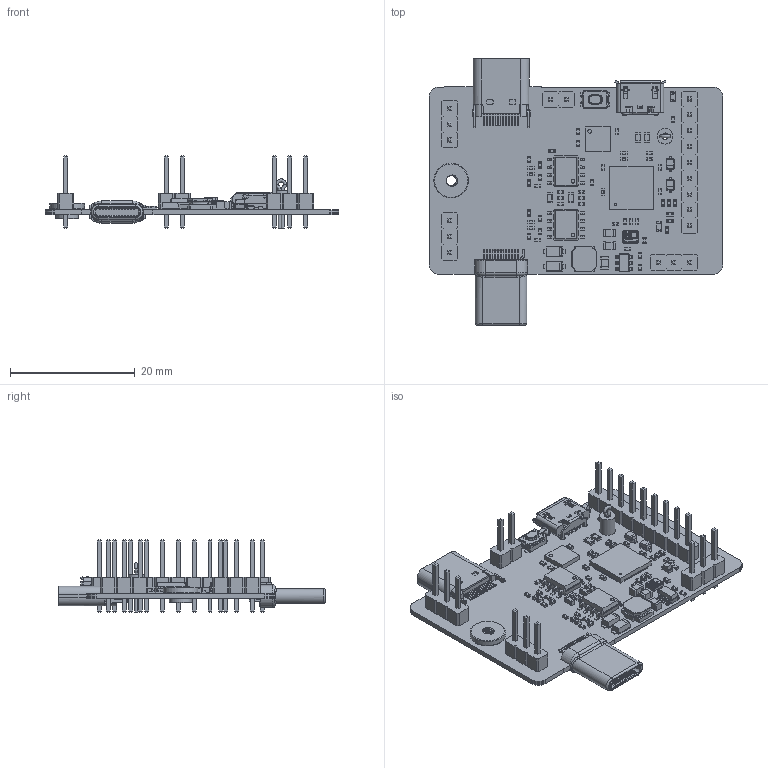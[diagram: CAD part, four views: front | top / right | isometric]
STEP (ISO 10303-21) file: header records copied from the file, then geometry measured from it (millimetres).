
FILE_DESCRIPTION(('KiCad electronic assembly'),'2;1');
FILE_NAME('DP-Aux_MITM_V0.step','2024-01-24T11:39:44',('Pcbnew'),( 'Kicad'),'Open CASCADE STEP processor 7.7','KiCad to STEP converter' ,'Unknown');
FILE_SCHEMA(('AUTOMOTIVE_DESIGN { 1 0 10303 214 1 1 1 1 }'));
Length unit declared in the file: millimetre
Products named in the file (48): DP-Aux_MITM_V0 1; R_0402_1005Metric; SOLID; PinHeader_1x09_P2.54mm_Vertical; LED_0603_1608Metric; C_0402_1005Metric; C_0805_2012Metric; TestPoint_Loop_D1.80mm_Drill1.0mm_Beaded; COMPOUND; Inductor4018; 2520 crystal; SOIC-8_3.9x4.9mm_P1.27mm; C_0603_1608Metric; D_SOD-123F; SOT-23-6; PinHeader_1x02_P2.54mm_Vertical; PinHeader_1x03_P2.54mm_Vertical; solder_standoff_L10 v2; D_SOD-323; R_0603_1608Metric; QFN-56-1EP_7x7mm_P0.4mm_EP3.2x3.2mm; USB-TYPE-C-SMD_USB-307HG-B-SU v1; KMR223GLFG; WSON-8_4x4mm_P0.8mm; USB-TYPE-C-SMD_U261-241N-4BS60 v1; Micro_USB_Molex_1050170001; DP-Aux_MITM_V0 PCB
Assembly tree (103 placements, depth 3):
  DP-Aux_MITM_V0 1
    R_0402_1005Metric  x26
      SOLID
    PinHeader_1x09_P2.54mm_Vertical
      SOLID
    LED_0603_1608Metric  x2
      SOLID
    C_0402_1005Metric  x22
      SOLID
    C_0805_2012Metric  x3
      SOLID
    TestPoint_Loop_D1.80mm_Drill1.0mm_Beaded
      COMPOUND
    Inductor4018
      SOLID
    2520 crystal
      COMPOUND
    SOIC-8_3.9x4.9mm_P1.27mm  x2
      SOLID
    C_0603_1608Metric  x2
      SOLID
    D_SOD-123F  x2
      SOLID
    SOT-23-6
      SOLID
    PinHeader_1x02_P2.54mm_Vertical
      SOLID
    PinHeader_1x03_P2.54mm_Vertical  x3
      SOLID
    solder_standoff_L10 v2
      SOLID
    D_SOD-323  x2
      SOLID
    R_0603_1608Metric  x2
      SOLID
    QFN-56-1EP_7x7mm_P0.4mm_EP3.2x3.2mm
      SOLID
    USB-TYPE-C-SMD_USB-307HG-B-SU v1
      COMPOUND
    KMR223GLFG
      SOLID
    WSON-8_4x4mm_P0.8mm
      SOLID
    USB-TYPE-C-SMD_U261-241N-4BS60 v1
      COMPOUND
    Micro_USB_Molex_1050170001
      COMPOUND
    DP-Aux_MITM_V0 PCB
Bounding box: 47 x 42.75 x 11.54 mm (x, y, z)
Volume: 2077.4 mm3; surface area: 6080.9 mm2
Topology: 111 solids, 111 shells, 5685 faces, 15115 edges, 9869 vertices
Faces by surface type: plane 4045, cylinder 1277, bspline 298, torus 31, cone 26, sphere 5, revolution 3
Full cylindrical faces by diameter (mm): 0.4 x1, 0.5 x2, 0.6 x5, 0.85 x2, 1 x22, 1.623 x3, 2.074 x2, 2.54 x1, 3.6 x1, 3.7 x1, 5.56 x1
Entity records: 289374 total; most frequent: CARTESIAN_POINT 72822, DIRECTION 38162, LINE 26754, VECTOR 26754, ORIENTED_EDGE 20844, PCURVE 20844, DEFINITIONAL_REPRESENTATION 20844, EDGE_CURVE 10422
